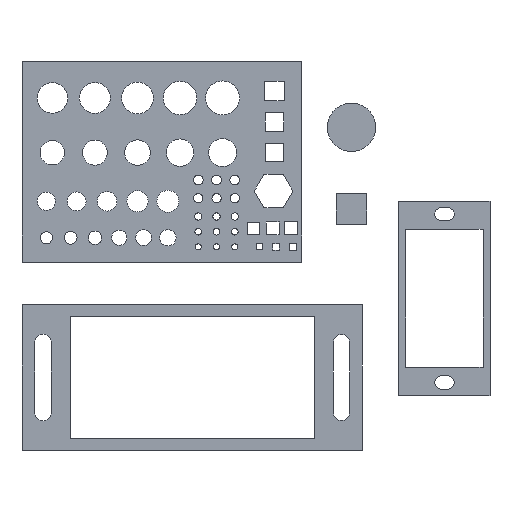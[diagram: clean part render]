
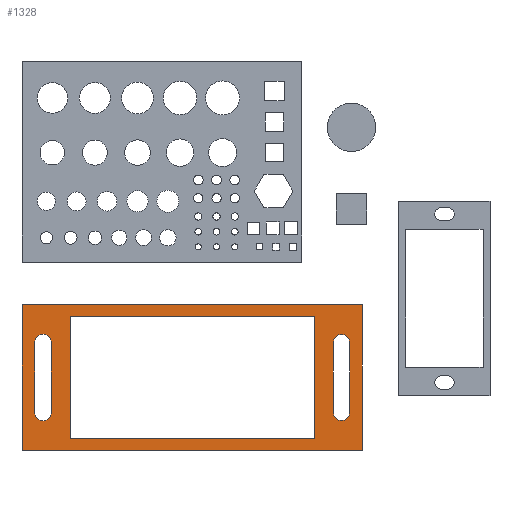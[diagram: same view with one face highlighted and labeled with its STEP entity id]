
A CAD part, front view. The second image highlights one B-rep face of the part: STEP entity #1328.
In plain terms, the highlighted planar face has unit normal (0, -1, 0).
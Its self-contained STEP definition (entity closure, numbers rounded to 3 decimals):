
#289 = CARTESIAN_POINT ( 'NONE',  ( 7.9, 0., -62.1 ) ) ;
#490 = CARTESIAN_POINT ( 'NONE',  ( 51.2, 0., -57.75 ) ) ;
#510 = VERTEX_POINT ( 'NONE', #7522 ) ;
#549 = CARTESIAN_POINT ( 'NONE',  ( 48.1, 0., -62.1 ) ) ;
#576 = CARTESIAN_POINT ( 'NONE',  ( 56., 0., -40. ) ) ;
#608 = VECTOR ( 'NONE', #984, 1000. ) ;
#897 = DIRECTION ( 'NONE',  ( 0., 0., 1. ) ) ;
#929 = CARTESIAN_POINT ( 'NONE',  ( 0., 0., -64. ) ) ;
#984 = DIRECTION ( 'NONE',  ( 0., 0., -1. ) ) ;
#1005 = DIRECTION ( 'NONE',  ( 1., 0., 0. ) ) ;
#1050 = EDGE_CURVE ( 'NONE', #510, #4235, #7882, .T. ) ;
#1113 = DIRECTION ( 'NONE',  ( 0., 0., 1. ) ) ;
#1170 = AXIS2_PLACEMENT_3D ( 'NONE', #7542, #7658, #897 ) ;
#1193 = DIRECTION ( 'NONE',  ( -1., 0., 0. ) ) ;
#1198 = CARTESIAN_POINT ( 'NONE',  ( 7.9, 0., -62.1 ) ) ;
#1247 = EDGE_CURVE ( 'NONE', #4235, #10980, #10736, .T. ) ;
#1248 = ORIENTED_EDGE ( 'NONE', *, *, #9907, .T. ) ;
#1255 = CARTESIAN_POINT ( 'NONE',  ( 0., 0., -40. ) ) ;
#1271 = VERTEX_POINT ( 'NONE', #3075 ) ;
#1328 = ADVANCED_FACE ( 'NONE', ( #2395, #4252, #7592, #8545 ), #1615, .T. ) ;
#1413 = VECTOR ( 'NONE', #1005, 1000. ) ;
#1484 = LINE ( 'NONE', #7697, #4706 ) ;
#1551 = DIRECTION ( 'NONE',  ( 0., -1., 0. ) ) ;
#1596 = ORIENTED_EDGE ( 'NONE', *, *, #7203, .T. ) ;
#1615 = PLANE ( 'NONE',  #4817 ) ;
#1664 = EDGE_CURVE ( 'NONE', #6443, #8147, #4017, .T. ) ;
#1696 = CIRCLE ( 'NONE', #2406, 1.35 ) ;
#1883 = VERTEX_POINT ( 'NONE', #929 ) ;
#1970 = LINE ( 'NONE', #6888, #8885 ) ;
#2000 = EDGE_CURVE ( 'NONE', #3729, #1883, #7121, .T. ) ;
#2055 = EDGE_CURVE ( 'NONE', #5286, #4515, #6035, .T. ) ;
#2125 = DIRECTION ( 'NONE',  ( 0., 1., 0. ) ) ;
#2146 = DIRECTION ( 'NONE',  ( -1., 0., 0. ) ) ;
#2198 = CARTESIAN_POINT ( 'NONE',  ( 3.45, 0., -46.25 ) ) ;
#2199 = ORIENTED_EDGE ( 'NONE', *, *, #1247, .T. ) ;
#2217 = CARTESIAN_POINT ( 'NONE',  ( 4.8, 0., -57.75 ) ) ;
#2350 = EDGE_CURVE ( 'NONE', #1883, #8823, #5174, .T. ) ;
#2395 = FACE_BOUND ( 'NONE', #2652, .T. ) ;
#2406 = AXIS2_PLACEMENT_3D ( 'NONE', #6066, #8630, #5381 ) ;
#2470 = ORIENTED_EDGE ( 'NONE', *, *, #7759, .T. ) ;
#2478 = CARTESIAN_POINT ( 'NONE',  ( 0., 0., -40. ) ) ;
#2555 = DIRECTION ( 'NONE',  ( 0., 0., -1. ) ) ;
#2573 = CIRCLE ( 'NONE', #5585, 1.35 ) ;
#2652 = EDGE_LOOP ( 'NONE', ( #1248, #6495, #4474, #2470, #6895 ) ) ;
#2657 = DIRECTION ( 'NONE',  ( 0., 0., 1. ) ) ;
#2860 = VERTEX_POINT ( 'NONE', #7406 ) ;
#3059 = EDGE_CURVE ( 'NONE', #10980, #8457, #9819, .T. ) ;
#3064 = CARTESIAN_POINT ( 'NONE',  ( 56., 0., -64. ) ) ;
#3075 = CARTESIAN_POINT ( 'NONE',  ( 2.1, 0., -57.75 ) ) ;
#3133 = CARTESIAN_POINT ( 'NONE',  ( 52.55, 0., -46.25 ) ) ;
#3277 = ORIENTED_EDGE ( 'NONE', *, *, #7336, .F. ) ;
#3344 = CARTESIAN_POINT ( 'NONE',  ( 53.9, 0., -57.75 ) ) ;
#3552 = VERTEX_POINT ( 'NONE', #7916 ) ;
#3729 = VERTEX_POINT ( 'NONE', #3064 ) ;
#3776 = DIRECTION ( 'NONE',  ( 0., 1., 0. ) ) ;
#4017 = LINE ( 'NONE', #9106, #7674 ) ;
#4235 = VERTEX_POINT ( 'NONE', #6785 ) ;
#4252 = FACE_BOUND ( 'NONE', #7788, .T. ) ;
#4340 = EDGE_CURVE ( 'NONE', #5591, #10862, #1970, .T. ) ;
#4356 = CIRCLE ( 'NONE', #10420, 1.35 ) ;
#4474 = ORIENTED_EDGE ( 'NONE', *, *, #9732, .T. ) ;
#4515 = VERTEX_POINT ( 'NONE', #5479 ) ;
#4518 = ORIENTED_EDGE ( 'NONE', *, *, #10687, .T. ) ;
#4552 = DIRECTION ( 'NONE',  ( 0., 0., 1. ) ) ;
#4610 = DIRECTION ( 'NONE',  ( 0., 1., 0. ) ) ;
#4629 = CARTESIAN_POINT ( 'NONE',  ( 51.2, 0., -46.25 ) ) ;
#4630 = ORIENTED_EDGE ( 'NONE', *, *, #7619, .T. ) ;
#4662 = DIRECTION ( 'NONE',  ( 1., 0., 0. ) ) ;
#4706 = VECTOR ( 'NONE', #2555, 1000. ) ;
#4716 = ORIENTED_EDGE ( 'NONE', *, *, #2000, .F. ) ;
#4815 = EDGE_CURVE ( 'NONE', #8457, #510, #6933, .T. ) ;
#4817 = AXIS2_PLACEMENT_3D ( 'NONE', #9396, #1551, #10120 ) ;
#4901 = CARTESIAN_POINT ( 'NONE',  ( 48.1, 0., -62.1 ) ) ;
#5174 = LINE ( 'NONE', #9642, #7059 ) ;
#5185 = VECTOR ( 'NONE', #7252, 1000. ) ;
#5245 = LINE ( 'NONE', #8763, #608 ) ;
#5248 = VECTOR ( 'NONE', #1113, 1000. ) ;
#5286 = VERTEX_POINT ( 'NONE', #9761 ) ;
#5316 = VECTOR ( 'NONE', #1193, 1000. ) ;
#5330 = VERTEX_POINT ( 'NONE', #576 ) ;
#5381 = DIRECTION ( 'NONE',  ( 0., 0., -1. ) ) ;
#5439 = ORIENTED_EDGE ( 'NONE', *, *, #4815, .T. ) ;
#5479 = CARTESIAN_POINT ( 'NONE',  ( 3.45, 0., -44.9 ) ) ;
#5585 = AXIS2_PLACEMENT_3D ( 'NONE', #3133, #2125, #6533 ) ;
#5591 = VERTEX_POINT ( 'NONE', #9489 ) ;
#5730 = DIRECTION ( 'NONE',  ( 0., 0., 1. ) ) ;
#5994 = CIRCLE ( 'NONE', #1170, 1.35 ) ;
#6035 = CIRCLE ( 'NONE', #9612, 1.35 ) ;
#6066 = CARTESIAN_POINT ( 'NONE',  ( 52.55, 0., -46.25 ) ) ;
#6240 = ORIENTED_EDGE ( 'NONE', *, *, #2350, .F. ) ;
#6326 = DIRECTION ( 'NONE',  ( 0., 1., 0. ) ) ;
#6443 = VERTEX_POINT ( 'NONE', #490 ) ;
#6495 = ORIENTED_EDGE ( 'NONE', *, *, #1664, .T. ) ;
#6533 = DIRECTION ( 'NONE',  ( 0., 0., -1. ) ) ;
#6785 = CARTESIAN_POINT ( 'NONE',  ( 48.1, 0., -41.9 ) ) ;
#6888 = CARTESIAN_POINT ( 'NONE',  ( 4.8, 0., -57.75 ) ) ;
#6895 = ORIENTED_EDGE ( 'NONE', *, *, #9468, .T. ) ;
#6929 = VECTOR ( 'NONE', #8669, 1000. ) ;
#6933 = LINE ( 'NONE', #8728, #6929 ) ;
#7059 = VECTOR ( 'NONE', #2657, 1000. ) ;
#7121 = LINE ( 'NONE', #9444, #5316 ) ;
#7189 = VECTOR ( 'NONE', #4662, 1000. ) ;
#7203 = EDGE_CURVE ( 'NONE', #4515, #5591, #4356, .T. ) ;
#7213 = CIRCLE ( 'NONE', #7583, 1.35 ) ;
#7215 = DIRECTION ( 'NONE',  ( 0., 0., -1. ) ) ;
#7252 = DIRECTION ( 'NONE',  ( 0., 0., -1. ) ) ;
#7289 = CARTESIAN_POINT ( 'NONE',  ( 3.45, 0., -46.25 ) ) ;
#7336 = EDGE_CURVE ( 'NONE', #8823, #5330, #10712, .T. ) ;
#7406 = CARTESIAN_POINT ( 'NONE',  ( 53.9, 0., -46.25 ) ) ;
#7522 = CARTESIAN_POINT ( 'NONE',  ( 7.9, 0., -41.9 ) ) ;
#7542 = CARTESIAN_POINT ( 'NONE',  ( 3.45, 0., -57.75 ) ) ;
#7583 = AXIS2_PLACEMENT_3D ( 'NONE', #10700, #6326, #7215 ) ;
#7592 = FACE_BOUND ( 'NONE', #10802, .T. ) ;
#7619 = EDGE_CURVE ( 'NONE', #1271, #5286, #8513, .T. ) ;
#7658 = DIRECTION ( 'NONE',  ( 0., 1., 0. ) ) ;
#7674 = VECTOR ( 'NONE', #5730, 1000. ) ;
#7697 = CARTESIAN_POINT ( 'NONE',  ( 56., 0., -40. ) ) ;
#7759 = EDGE_CURVE ( 'NONE', #3552, #2860, #2573, .T. ) ;
#7788 = EDGE_LOOP ( 'NONE', ( #4518, #4630, #10483, #1596, #10126 ) ) ;
#7808 = ORIENTED_EDGE ( 'NONE', *, *, #8197, .F. ) ;
#7882 = LINE ( 'NONE', #9628, #1413 ) ;
#7916 = CARTESIAN_POINT ( 'NONE',  ( 52.55, 0., -44.9 ) ) ;
#8147 = VERTEX_POINT ( 'NONE', #4629 ) ;
#8197 = EDGE_CURVE ( 'NONE', #5330, #3729, #1484, .T. ) ;
#8216 = VERTEX_POINT ( 'NONE', #3344 ) ;
#8238 = DIRECTION ( 'NONE',  ( 0., 0., 1. ) ) ;
#8457 = VERTEX_POINT ( 'NONE', #1198 ) ;
#8513 = LINE ( 'NONE', #8779, #5248 ) ;
#8545 = FACE_OUTER_BOUND ( 'NONE', #10913, .T. ) ;
#8630 = DIRECTION ( 'NONE',  ( 0., 1., 0. ) ) ;
#8669 = DIRECTION ( 'NONE',  ( 0., 0., 1. ) ) ;
#8728 = CARTESIAN_POINT ( 'NONE',  ( 7.9, 0., -62.1 ) ) ;
#8740 = DIRECTION ( 'NONE',  ( 0., 0., -1. ) ) ;
#8763 = CARTESIAN_POINT ( 'NONE',  ( 53.9, 0., -57.75 ) ) ;
#8779 = CARTESIAN_POINT ( 'NONE',  ( 2.1, 0., -57.75 ) ) ;
#8823 = VERTEX_POINT ( 'NONE', #2478 ) ;
#8885 = VECTOR ( 'NONE', #8740, 1000. ) ;
#9106 = CARTESIAN_POINT ( 'NONE',  ( 51.2, 0., -57.75 ) ) ;
#9234 = VECTOR ( 'NONE', #2146, 1000. ) ;
#9396 = CARTESIAN_POINT ( 'NONE',  ( 0., 0., 0. ) ) ;
#9431 = ORIENTED_EDGE ( 'NONE', *, *, #3059, .T. ) ;
#9444 = CARTESIAN_POINT ( 'NONE',  ( 0., 0., -64. ) ) ;
#9468 = EDGE_CURVE ( 'NONE', #2860, #8216, #5245, .T. ) ;
#9489 = CARTESIAN_POINT ( 'NONE',  ( 4.8, 0., -46.25 ) ) ;
#9612 = AXIS2_PLACEMENT_3D ( 'NONE', #7289, #4610, #8238 ) ;
#9628 = CARTESIAN_POINT ( 'NONE',  ( 7.9, 0., -41.9 ) ) ;
#9642 = CARTESIAN_POINT ( 'NONE',  ( 0., 0., -40. ) ) ;
#9732 = EDGE_CURVE ( 'NONE', #8147, #3552, #1696, .T. ) ;
#9761 = CARTESIAN_POINT ( 'NONE',  ( 2.1, 0., -46.25 ) ) ;
#9819 = LINE ( 'NONE', #289, #9234 ) ;
#9907 = EDGE_CURVE ( 'NONE', #8216, #6443, #7213, .T. ) ;
#10120 = DIRECTION ( 'NONE',  ( 0., 0., -1. ) ) ;
#10126 = ORIENTED_EDGE ( 'NONE', *, *, #4340, .T. ) ;
#10420 = AXIS2_PLACEMENT_3D ( 'NONE', #2198, #3776, #4552 ) ;
#10483 = ORIENTED_EDGE ( 'NONE', *, *, #2055, .T. ) ;
#10687 = EDGE_CURVE ( 'NONE', #10862, #1271, #5994, .T. ) ;
#10700 = CARTESIAN_POINT ( 'NONE',  ( 52.55, 0., -57.75 ) ) ;
#10712 = LINE ( 'NONE', #1255, #7189 ) ;
#10736 = LINE ( 'NONE', #549, #5185 ) ;
#10765 = ORIENTED_EDGE ( 'NONE', *, *, #1050, .T. ) ;
#10802 = EDGE_LOOP ( 'NONE', ( #5439, #10765, #2199, #9431 ) ) ;
#10862 = VERTEX_POINT ( 'NONE', #2217 ) ;
#10913 = EDGE_LOOP ( 'NONE', ( #6240, #4716, #7808, #3277 ) ) ;
#10980 = VERTEX_POINT ( 'NONE', #4901 ) ;
